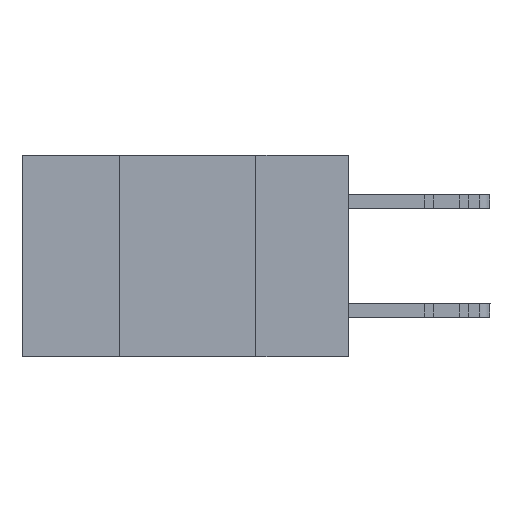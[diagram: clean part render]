
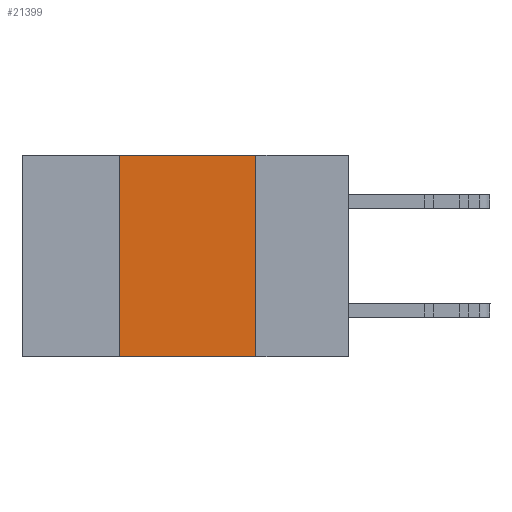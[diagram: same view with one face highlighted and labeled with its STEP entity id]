
A CAD part, left-side view. The second image highlights one B-rep face of the part: STEP entity #21399.
In plain terms, the highlighted planar face has unit normal (-1, 0, 0).
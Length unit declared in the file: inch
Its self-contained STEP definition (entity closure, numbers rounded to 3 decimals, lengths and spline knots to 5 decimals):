
#1112 = CARTESIAN_POINT ( 'NONE',  ( 0., 0.6, 0. ) ) ;
#1600 = EDGE_CURVE ( 'NONE', #8620, #8353, #16441, .T. ) ;
#1753 = VECTOR ( 'NONE', #10375, 39.37008 ) ;
#2114 = VECTOR ( 'NONE', #22440, 39.37008 ) ;
#3051 = EDGE_CURVE ( 'NONE', #8620, #6421, #7426, .T. ) ;
#3775 = AXIS2_PLACEMENT_3D ( 'NONE', #10620, #25587, #12767 ) ;
#3836 = VECTOR ( 'NONE', #24730, 39.37008 ) ;
#4263 = PLANE ( 'NONE',  #3775 ) ;
#5817 = CARTESIAN_POINT ( 'NONE',  ( 0., 0.17, -0.37 ) ) ;
#5883 = CARTESIAN_POINT ( 'NONE',  ( 0., 0.17, 0. ) ) ;
#6421 = VERTEX_POINT ( 'NONE', #9853 ) ;
#7426 = LINE ( 'NONE', #10798, #1753 ) ;
#8353 = VERTEX_POINT ( 'NONE', #5817 ) ;
#8620 = VERTEX_POINT ( 'NONE', #10769 ) ;
#9853 = CARTESIAN_POINT ( 'NONE',  ( 0., 0.42, 0. ) ) ;
#10375 = DIRECTION ( 'NONE',  ( 0., 0., 1. ) ) ;
#10620 = CARTESIAN_POINT ( 'NONE',  ( 0., 0.6, 0. ) ) ;
#10769 = CARTESIAN_POINT ( 'NONE',  ( 0., 0.42, -0.37 ) ) ;
#10798 = CARTESIAN_POINT ( 'NONE',  ( 0., 0.42, -0.37 ) ) ;
#12767 = DIRECTION ( 'NONE',  ( 0., 0., -1. ) ) ;
#13436 = ORIENTED_EDGE ( 'NONE', *, *, #16344, .F. ) ;
#15092 = CARTESIAN_POINT ( 'NONE',  ( 0., 0.6, -0.37 ) ) ;
#15404 = FACE_OUTER_BOUND ( 'NONE', #21324, .T. ) ;
#15441 = VECTOR ( 'NONE', #24421, 39.37008 ) ;
#16344 = EDGE_CURVE ( 'NONE', #6421, #20482, #19046, .T. ) ;
#16441 = LINE ( 'NONE', #15092, #3836 ) ;
#18437 = ORIENTED_EDGE ( 'NONE', *, *, #23549, .F. ) ;
#19046 = LINE ( 'NONE', #1112, #2114 ) ;
#19776 = LINE ( 'NONE', #22268, #15441 ) ;
#20456 = ORIENTED_EDGE ( 'NONE', *, *, #1600, .T. ) ;
#20482 = VERTEX_POINT ( 'NONE', #5883 ) ;
#21324 = EDGE_LOOP ( 'NONE', ( #18437, #13436, #25490, #20456 ) ) ;
#21399 = ADVANCED_FACE ( 'NONE', ( #15404 ), #4263, .F. ) ;
#22268 = CARTESIAN_POINT ( 'NONE',  ( 0., 0.17, -0.37 ) ) ;
#22440 = DIRECTION ( 'NONE',  ( 0., -1., 0. ) ) ;
#23549 = EDGE_CURVE ( 'NONE', #20482, #8353, #19776, .T. ) ;
#24421 = DIRECTION ( 'NONE',  ( 0., 0., -1. ) ) ;
#24730 = DIRECTION ( 'NONE',  ( 0., -1., 0. ) ) ;
#25490 = ORIENTED_EDGE ( 'NONE', *, *, #3051, .F. ) ;
#25587 = DIRECTION ( 'NONE',  ( 1., 0., 0. ) ) ;
